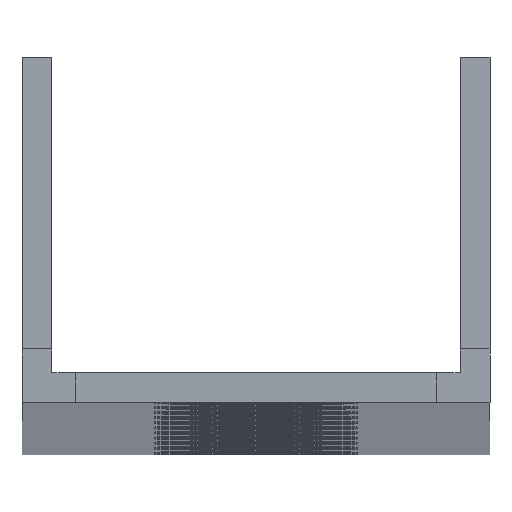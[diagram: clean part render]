
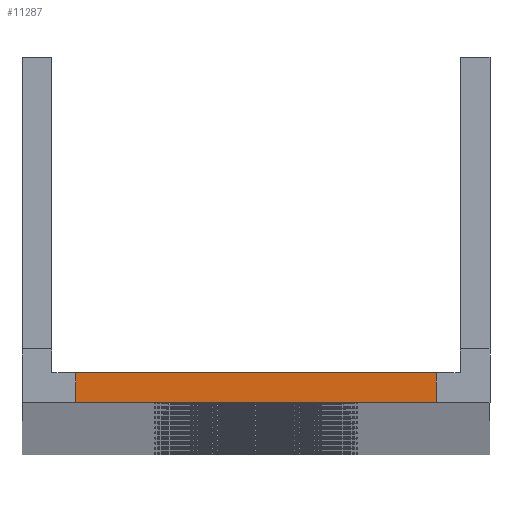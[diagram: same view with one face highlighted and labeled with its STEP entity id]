
A CAD part, top view. The second image highlights one B-rep face of the part: STEP entity #11287.
In plain terms, the highlighted planar face has unit normal (0, 0, 1).
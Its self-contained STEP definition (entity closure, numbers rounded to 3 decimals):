
#1534=FACE_OUTER_BOUND('',#2560,.T.);
#2560=EDGE_LOOP('',(#8510,#8511,#8512,#8513));
#3079=LINE('',#16310,#3967);
#3267=LINE('',#17527,#4155);
#3449=LINE('',#18392,#4337);
#3450=LINE('',#18394,#4338);
#3967=VECTOR('',#13027,10.);
#4155=VECTOR('',#14063,10.);
#4337=VECTOR('',#14755,10.);
#4338=VECTOR('',#14758,10.);
#4855=VERTEX_POINT('',#16307);
#4856=VERTEX_POINT('',#16309);
#5460=VERTEX_POINT('',#17524);
#5461=VERTEX_POINT('',#17526);
#5895=EDGE_CURVE('',#4855,#4856,#3079,.T.);
#6503=EDGE_CURVE('',#5461,#5460,#3267,.T.);
#6937=EDGE_CURVE('',#5460,#4856,#3449,.T.);
#6938=EDGE_CURVE('',#4855,#5461,#3450,.T.);
#8510=ORIENTED_EDGE('',*,*,#6937,.T.);
#8511=ORIENTED_EDGE('',*,*,#5895,.F.);
#8512=ORIENTED_EDGE('',*,*,#6938,.T.);
#8513=ORIENTED_EDGE('',*,*,#6503,.T.);
#10578=PLANE('',#12504);
#11287=ADVANCED_FACE('',(#1534),#10578,.F.);
#12504=AXIS2_PLACEMENT_3D('',#18393,#14756,#14757);
#13027=DIRECTION('',(-1.,0.,0.));
#14063=DIRECTION('',(-1.,0.,0.));
#14755=DIRECTION('',(0.,-1.,0.));
#14756=DIRECTION('center_axis',(0.,0.,
-1.));
#14757=DIRECTION('ref_axis',(-1.,0.,0.));
#14758=DIRECTION('',(0.,1.,0.));
#16307=CARTESIAN_POINT('',(-29.365,0.,0.));
#16309=CARTESIAN_POINT('',(-59.635,0.,0.));
#16310=CARTESIAN_POINT('',(0.,0.,0.));
#17524=CARTESIAN_POINT('',(-59.635,2.5,0.));
#17526=CARTESIAN_POINT('',(-29.365,2.5,0.));
#17527=CARTESIAN_POINT('',(0.,2.5,0.));
#18392=CARTESIAN_POINT('',(-59.635,1.25,0.));
#18393=CARTESIAN_POINT('Origin',(-20.615,4.5,0.));
#18394=CARTESIAN_POINT('',(-29.365,1.25,0.));
